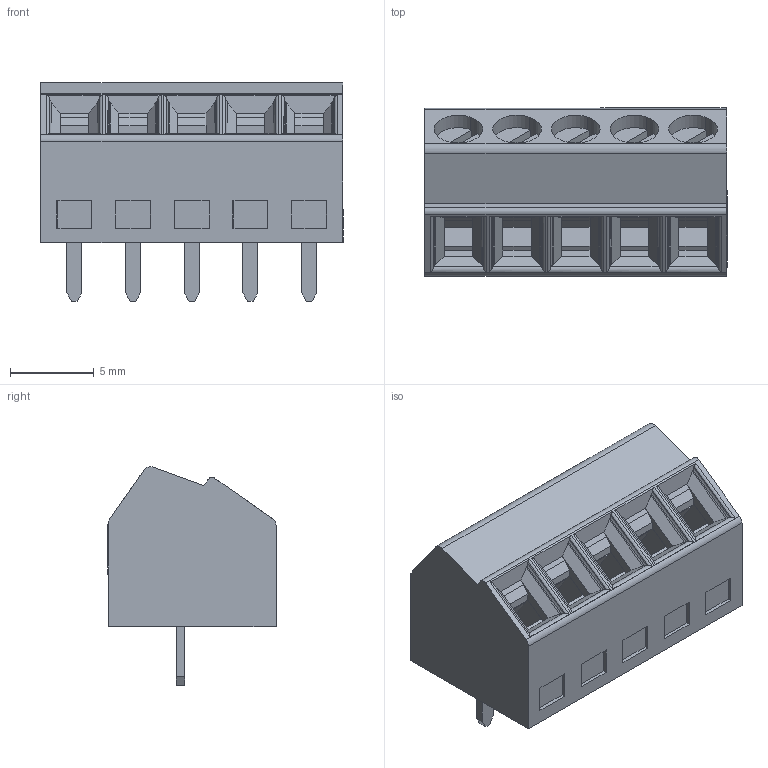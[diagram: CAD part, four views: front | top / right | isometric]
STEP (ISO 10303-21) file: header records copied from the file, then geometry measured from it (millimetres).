
FILE_DESCRIPTION(('STEP AP242'),'1');
FILE_NAME('1751125.stp','2024-04-05T15:18:05',('TraceParts'),('TraceParts S.A.'),'Spatial InterOp 3D',' ',' ');
FILE_SCHEMA(('AP242_MANAGED_MODEL_BASED_3D_ENGINEERING_MIM_LF {1 0 10303 442 1 1 4}'));
Length unit declared in the file: millimetre
Products named in the file (1): 1751125_1
Bounding box: 18.03 x 10.03 x 13.03 mm (x, y, z)
Volume: 1261.3 mm3; surface area: 2365.6 mm2
Topology: 16 solids, 16 shells, 815 faces, 2189 edges, 1446 vertices
Faces by surface type: plane 659, cylinder 137, extrusion 19
Entity records: 33955 total; most frequent: CARTESIAN_POINT 5601, ORIENTED_EDGE 4378, DIRECTION 4028, EDGE_CURVE 2189, VECTOR 1836, LINE 1817, VERTEX_POINT 1446, AXIS2_PLACEMENT_3D 1096
